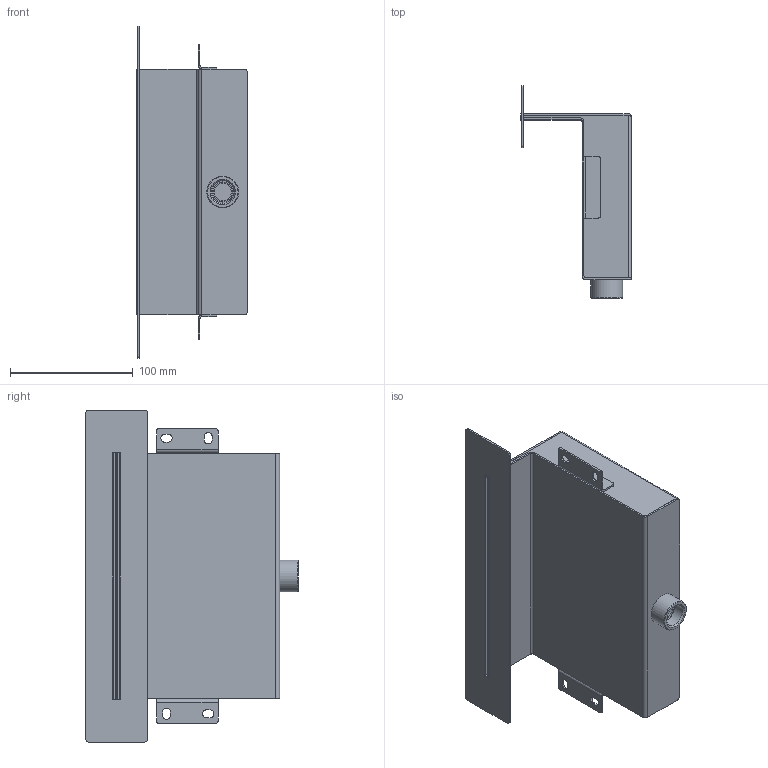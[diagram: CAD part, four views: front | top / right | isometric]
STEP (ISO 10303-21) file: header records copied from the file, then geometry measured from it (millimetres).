
FILE_DESCRIPTION(('STEP AP214'),'1');
FILE_NAME('Art.5095.stp','2023-06-12T05:49:54',(' '),(' '),'Spatial InterOp 3D',' ',' ');
FILE_SCHEMA(('AUTOMOTIVE_DESIGN { 1 0 10303 214 1 1 1 1 }'));
Length unit declared in the file: millimetre
Products named in the file (11): M.1301; C-0283; 22882; T.RA003; ASSEM1; M-1537; P-13220; Art.5095; P-13223
Assembly tree (11 placements, depth 4):
  Art.5095
    M.1301
      C-0283
      22882  x2
      T.RA003
        ASSEM1
        (unnamed)
        T.RA003
      M-1537
      P-13220
    P-13223
Bounding box: 90 x 172.5 x 270 mm (x, y, z)
Volume: 174457.8 mm3; surface area: 236083.3 mm2
Topology: 7 solids, 7 shells, 167 faces, 417 edges, 268 vertices
Faces by surface type: plane 95, cylinder 63, bspline 4, cone 3, torus 2
Full cylindrical faces by diameter (mm): 14 x1, 16.4 x1, 18.631 x2, 22.9 x1, 23.1 x1, 25.9 x1
Entity records: 5974 total; most frequent: CARTESIAN_POINT 856, DIRECTION 749, ORIENTED_EDGE 672, EDGE_CURVE 336, AXIS2_PLACEMENT_3D 261, LINE 227, VECTOR 227, VERTEX_POINT 222
